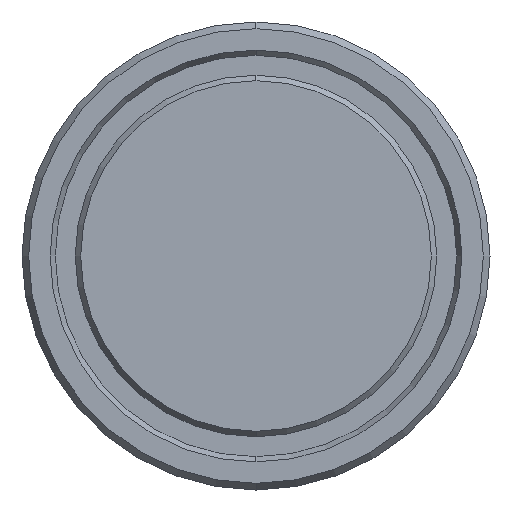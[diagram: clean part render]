
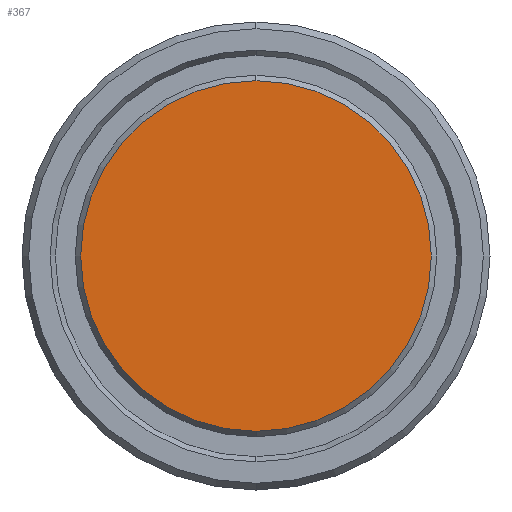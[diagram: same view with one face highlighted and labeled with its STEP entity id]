
A CAD part, left-side view. The second image highlights one B-rep face of the part: STEP entity #367.
In plain terms, the highlighted planar face has unit normal (-1, 0, 0).
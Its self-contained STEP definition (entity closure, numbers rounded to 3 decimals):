
#4 = VERTEX_POINT ( 'NONE', #415 ) ;
#17 = AXIS2_PLACEMENT_3D ( 'NONE', #42, #564, #183 ) ;
#20 = EDGE_CURVE ( 'NONE', #4, #300, #550, .T. ) ;
#30 = DIRECTION ( 'NONE',  ( -1., 0., 0. ) ) ;
#42 = CARTESIAN_POINT ( 'NONE',  ( -1.079, 0., 0. ) ) ;
#92 = CARTESIAN_POINT ( 'NONE',  ( -1.079, 0., 0. ) ) ;
#120 = ORIENTED_EDGE ( 'NONE', *, *, #241, .T. ) ;
#137 = EDGE_LOOP ( 'NONE', ( #394, #120 ) ) ;
#149 = FACE_OUTER_BOUND ( 'NONE', #137, .T. ) ;
#183 = DIRECTION ( 'NONE',  ( 0., 0., -1. ) ) ;
#205 = DIRECTION ( 'NONE',  ( 0., 0., 1. ) ) ;
#232 = DIRECTION ( 'NONE',  ( 0., 0., 1. ) ) ;
#241 = EDGE_CURVE ( 'NONE', #300, #4, #311, .T. ) ;
#251 = AXIS2_PLACEMENT_3D ( 'NONE', #92, #314, #205 ) ;
#300 = VERTEX_POINT ( 'NONE', #616 ) ;
#311 = CIRCLE ( 'NONE', #345, 26.334 ) ;
#314 = DIRECTION ( 'NONE',  ( -1., 0., 0. ) ) ;
#345 = AXIS2_PLACEMENT_3D ( 'NONE', #494, #30, #232 ) ;
#367 = ADVANCED_FACE ( 'NONE', ( #149 ), #613, .F. ) ;
#394 = ORIENTED_EDGE ( 'NONE', *, *, #20, .T. ) ;
#415 = CARTESIAN_POINT ( 'NONE',  ( -1.079, 0., -26.334 ) ) ;
#494 = CARTESIAN_POINT ( 'NONE',  ( -1.079, 0., 0. ) ) ;
#550 = CIRCLE ( 'NONE', #251, 26.334 ) ;
#564 = DIRECTION ( 'NONE',  ( 1., 0., 0. ) ) ;
#613 = PLANE ( 'NONE',  #17 ) ;
#616 = CARTESIAN_POINT ( 'NONE',  ( -1.079, 0., 26.334 ) ) ;
